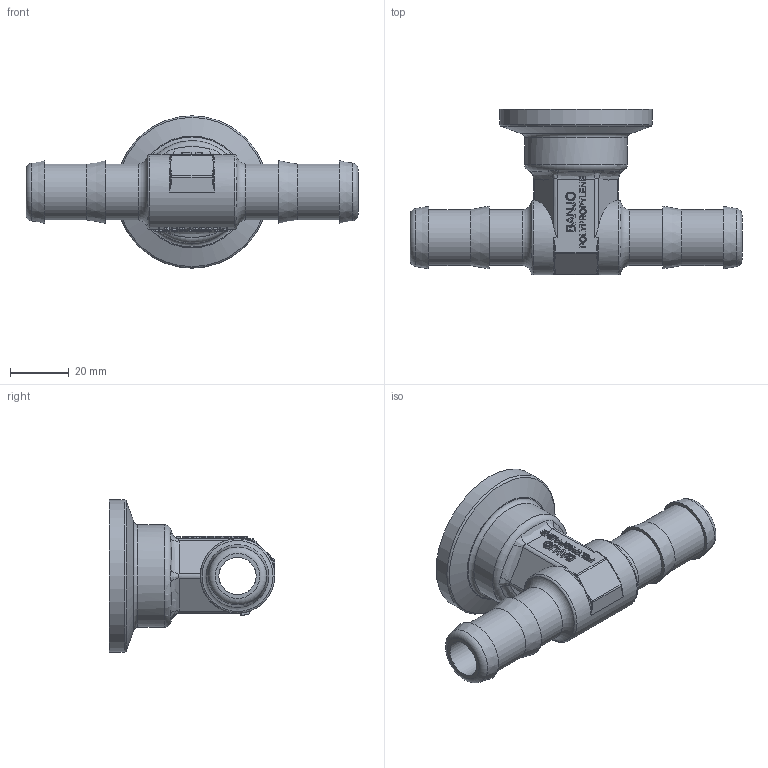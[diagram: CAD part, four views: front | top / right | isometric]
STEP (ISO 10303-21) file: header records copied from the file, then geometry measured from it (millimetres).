
FILE_DESCRIPTION(/* description */ ('3/4" Hose Barb Tee X 1" Flange, Unbagged'),/* implementation_level */ '2;1');
FILE_NAME(/* name */ 'M100075HBT.stp',/* time_stamp */ '2017-09-13T14:17:17-04:00',/* author */ ('areid'),/* organization */ (''),/* preprocessor_version */ 'ST-DEVELOPER v16.5',/* originating_system */ 'Autodesk Inventor 2017',/* authorisation */ '');
FILE_SCHEMA (('AUTOMOTIVE_DESIGN { 1 0 10303 214 3 1 1 }'));
Length unit declared in the file: inch
Products named in the file (1): M100075HBTU
Bounding box: 113.03 x 56.39 x 51.82 mm (x, y, z)
Volume: 43680.4 mm3; surface area: 21605.6 mm2
Topology: 1 solids, 1 shells, 507 faces, 1331 edges, 856 vertices
Faces by surface type: plane 251, bspline 191, cylinder 41, torus 16, cone 6, sphere 2
Full cylindrical faces by diameter (mm): 12.7 x2, 19.05 x4, 25.4 x1, 34.925 x1, 35.052 x1, 51.816 x1
Entity records: 17649 total; most frequent: CARTESIAN_POINT 6560, ORIENTED_EDGE 2556, DIRECTION 1701, EDGE_CURVE 1278, VERTEX_POINT 845, LINE 717, VECTOR 717, EDGE_LOOP 583
